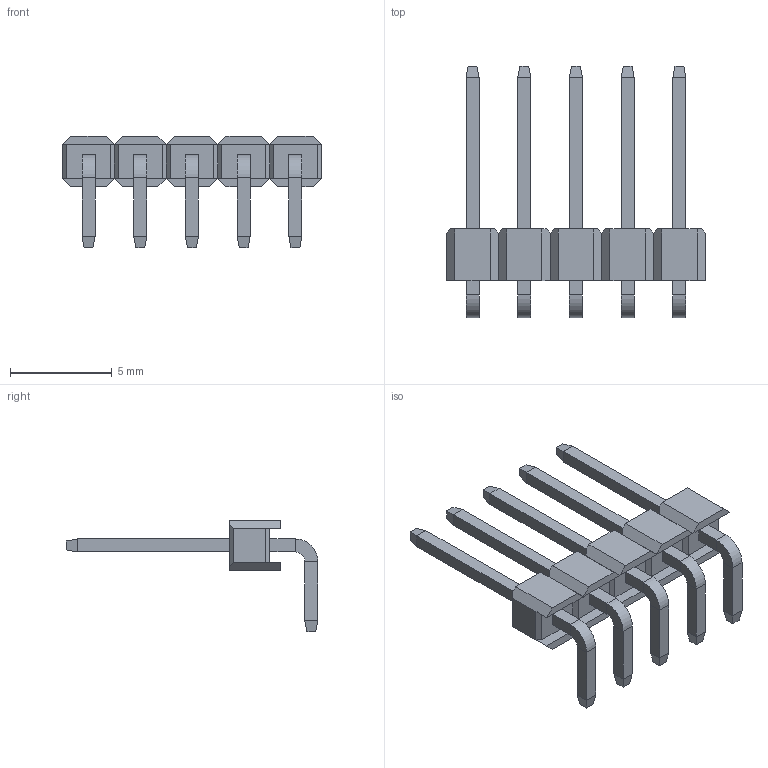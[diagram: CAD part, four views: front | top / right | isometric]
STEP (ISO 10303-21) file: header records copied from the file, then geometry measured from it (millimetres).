
FILE_DESCRIPTION (( 'STEP AP214' ), '1' );
FILE_NAME ('1x5 Male Pin Header Angle.STEP', '2018-11-15T17:56:19', ( 'M.B.I.' ), ( '' ), 'SwSTEP 2.0', '', '' );
FILE_SCHEMA (( 'AUTOMOTIVE_DESIGN' ));
Length unit declared in the file: millimetre
Products named in the file (1): 1x5 Male Pin Header Angle
Bounding box: 12.71 x 12.36 x 5.5 mm (x, y, z)
Volume: 92.1 mm3; surface area: 381 mm2
Topology: 6 solids, 6 shells, 238 faces, 584 edges, 358 vertices
Faces by surface type: plane 228, cylinder 10
Entity records: 6855 total; most frequent: CARTESIAN_POINT 1181, ORIENTED_EDGE 1168, DIRECTION 1082, EDGE_CURVE 584, LINE 564, VECTOR 564, VERTEX_POINT 358, AXIS2_PLACEMENT_3D 259
